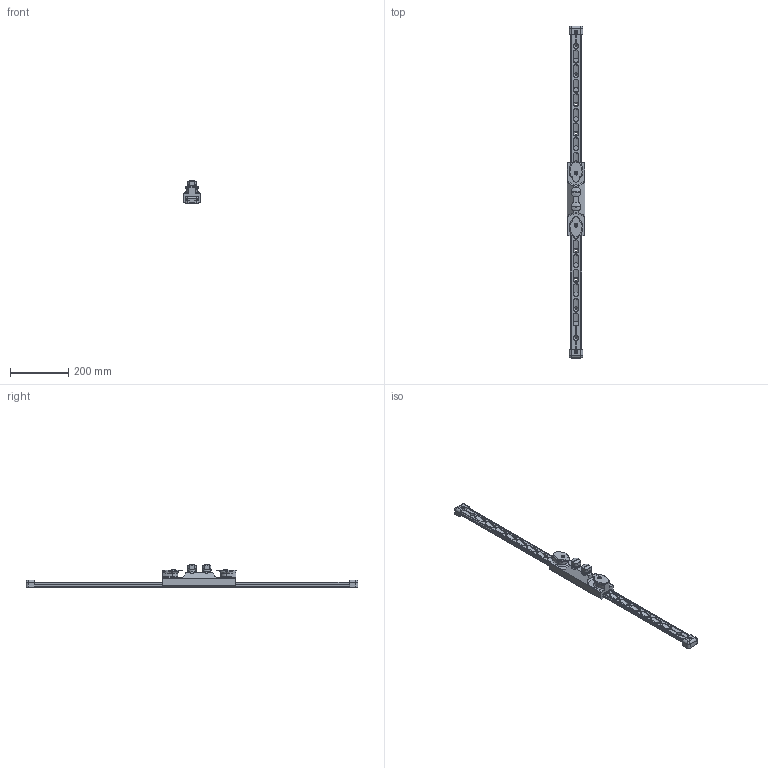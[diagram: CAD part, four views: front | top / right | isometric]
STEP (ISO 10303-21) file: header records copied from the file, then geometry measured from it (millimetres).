
FILE_DESCRIPTION(/* description */ (''),/* implementation_level */ '2;1');
FILE_NAME(/* name */ '624.422.stp',/* time_stamp */ '2016-03-08T12:17:57+01:00',/* author */ ('gianni'),/* organization */ (''),/* preprocessor_version */ 'ST-DEVELOPER v16.1',/* originating_system */ 'Autodesk Inventor 2016',/* authorisation */ '');
FILE_SCHEMA (('AUTOMOTIVE_DESIGN { 1 0 10303 214 3 1 1 }'));
Length unit declared in the file: millimetre
Products named in the file (1): 624.422
Bounding box: 60 x 1135.6 x 77.16 mm (x, y, z)
Volume: 999229.4 mm3; surface area: 226733.6 mm2
Topology: 1 solids, 1 shells, 691 faces, 1967 edges, 1242 vertices
Faces by surface type: plane 340, cylinder 139, cone 101, bspline 51, torus 48, sphere 12
Full cylindrical faces by diameter (mm): 4.917 x2, 6 x2, 6.25 x2, 8.5 x11, 12 x4, 17 x11
Entity records: 26165 total; most frequent: CARTESIAN_POINT 9109, ORIENTED_EDGE 3760, DIRECTION 3337, EDGE_CURVE 1880, VERTEX_POINT 1215, AXIS2_PLACEMENT_3D 1209, LINE 919, VECTOR 919
